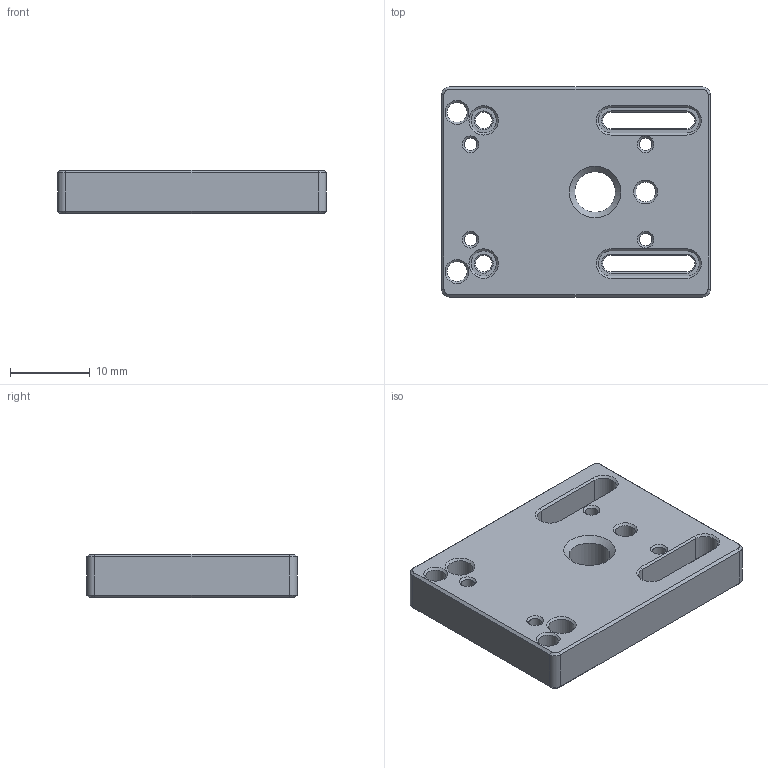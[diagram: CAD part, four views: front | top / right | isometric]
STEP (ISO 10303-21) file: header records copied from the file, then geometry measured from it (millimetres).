
FILE_DESCRIPTION(/* description */ (''),/* implementation_level */ '2;1');
FILE_NAME(/* name */ 'MECH-MT-PR-BRACKET-S-STEP.stp',/* time_stamp */ '2016-07-22T08:08:56+02:00',/* author */ (''),/* organization */ (''),/* preprocessor_version */ 'ST-DEVELOPER v15',/* originating_system */ 'SIEMENS PLM Software NX 8.5',/* authorisation */ '');
FILE_SCHEMA (('AUTOMOTIVE_DESIGN { 1 0 10303 214 3 1 1 1 }'));
Length unit declared in the file: millimetre
Products named in the file (1): MECH-BRACKET-S
Bounding box: 33.8 x 26.4 x 5.5 mm (x, y, z)
Volume: 4204.6 mm3; surface area: 2881.3 mm2
Topology: 1 solids, 1 shells, 104 faces, 233 edges, 135 vertices
Faces by surface type: cone 42, plane 38, cylinder 24
Full cylindrical faces by diameter (mm): 1.6 x4, 2.1 x2, 2.5 x3, 3.2 x2, 5.11 x1
Entity records: 2732 total; most frequent: DIRECTION 498, CARTESIAN_POINT 437, ORIENTED_EDGE 396, EDGE_CURVE 198, AXIS2_PLACEMENT_3D 195, EDGE_LOOP 166, VERTEX_POINT 134, LINE 108
